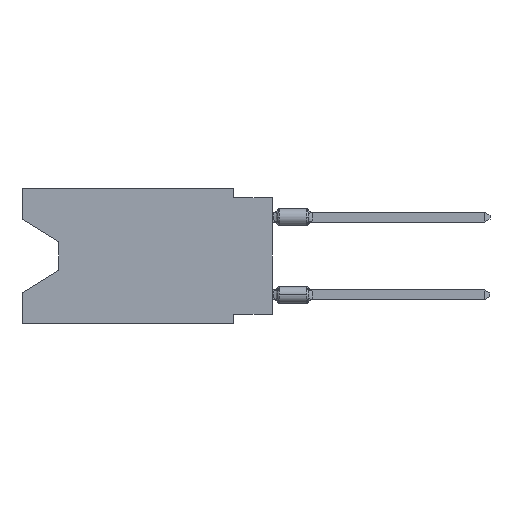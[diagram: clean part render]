
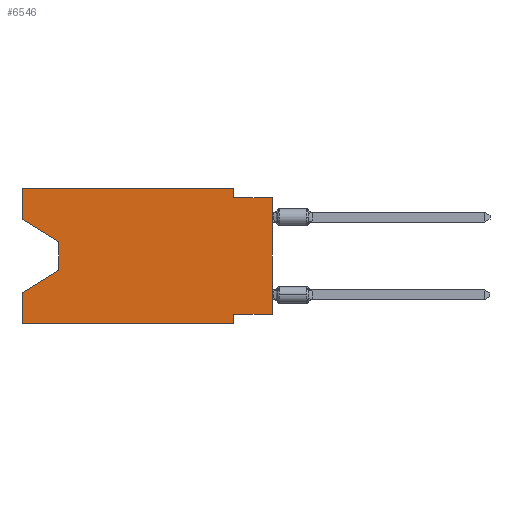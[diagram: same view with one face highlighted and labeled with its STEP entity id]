
A CAD part, left-side view. The second image highlights one B-rep face of the part: STEP entity #6546.
In plain terms, the highlighted planar face has unit normal (-1, 0, 0).
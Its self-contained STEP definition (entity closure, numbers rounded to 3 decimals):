
#281 = ORIENTED_EDGE ( 'NONE', *, *, #18883, .T. ) ;
#317 = ORIENTED_EDGE ( 'NONE', *, *, #13755, .T. ) ;
#537 = CARTESIAN_POINT ( 'NONE',  ( 0., 2.54, -8.255 ) ) ;
#765 = DIRECTION ( 'NONE',  ( 0., 0., 1. ) ) ;
#914 = VECTOR ( 'NONE', #20843, 1000. ) ;
#1372 = ORIENTED_EDGE ( 'NONE', *, *, #12331, .F. ) ;
#1687 = LINE ( 'NONE', #8343, #3116 ) ;
#1693 = LINE ( 'NONE', #18586, #19111 ) ;
#1745 = CARTESIAN_POINT ( 'NONE',  ( 0., 0., -8.255 ) ) ;
#1945 = DIRECTION ( 'NONE',  ( 1., 0., 0. ) ) ;
#1949 = EDGE_CURVE ( 'NONE', #4635, #11074, #20493, .T. ) ;
#2051 = DIRECTION ( 'NONE',  ( 0., 0., -1. ) ) ;
#2179 = LINE ( 'NONE', #20058, #18757 ) ;
#2333 = VERTEX_POINT ( 'NONE', #9044 ) ;
#2435 = CARTESIAN_POINT ( 'NONE',  ( 0., 0., 0. ) ) ;
#2721 = EDGE_LOOP ( 'NONE', ( #15488, #281, #4994, #18524, #3170, #8751, #12497, #317, #1372, #3011, #18122, #19707 ) ) ;
#3011 = ORIENTED_EDGE ( 'NONE', *, *, #9890, .F. ) ;
#3116 = VECTOR ( 'NONE', #17817, 1000. ) ;
#3170 = ORIENTED_EDGE ( 'NONE', *, *, #12342, .T. ) ;
#3993 = LINE ( 'NONE', #10659, #16942 ) ;
#4133 = AXIS2_PLACEMENT_3D ( 'NONE', #15259, #1945, #2051 ) ;
#4408 = EDGE_CURVE ( 'NONE', #2333, #14739, #5384, .T. ) ;
#4554 = CARTESIAN_POINT ( 'NONE',  ( 0., 16.383, -2.038 ) ) ;
#4635 = VERTEX_POINT ( 'NONE', #11360 ) ;
#4853 = DIRECTION ( 'NONE',  ( 0., 0.855, -0.519 ) ) ;
#4994 = ORIENTED_EDGE ( 'NONE', *, *, #6833, .T. ) ;
#5377 = VERTEX_POINT ( 'NONE', #14158 ) ;
#5384 = LINE ( 'NONE', #5602, #13768 ) ;
#5403 = DIRECTION ( 'NONE',  ( 0., -0.855, -0.519 ) ) ;
#5602 = CARTESIAN_POINT ( 'NONE',  ( 0., 16.383, 0. ) ) ;
#6302 = CARTESIAN_POINT ( 'NONE',  ( 0., 0., -8.255 ) ) ;
#6546 = ADVANCED_FACE ( 'NONE', ( #12199 ), #10237, .F. ) ;
#6833 = EDGE_CURVE ( 'NONE', #17861, #11074, #21417, .T. ) ;
#6965 = EDGE_CURVE ( 'NONE', #18274, #5377, #13706, .T. ) ;
#7716 = VERTEX_POINT ( 'NONE', #8406 ) ;
#8037 = CARTESIAN_POINT ( 'NONE',  ( 0., 2.54, 0. ) ) ;
#8314 = VECTOR ( 'NONE', #20266, 1000. ) ;
#8343 = CARTESIAN_POINT ( 'NONE',  ( 0., 2.54, -8.89 ) ) ;
#8399 = CARTESIAN_POINT ( 'NONE',  ( 0., 16.383, -6.852 ) ) ;
#8406 = CARTESIAN_POINT ( 'NONE',  ( 0., 2.54, -0.635 ) ) ;
#8626 = DIRECTION ( 'NONE',  ( 0., -1., 0. ) ) ;
#8751 = ORIENTED_EDGE ( 'NONE', *, *, #8953, .F. ) ;
#8953 = EDGE_CURVE ( 'NONE', #15794, #11616, #1687, .T. ) ;
#8990 = DIRECTION ( 'NONE',  ( 0., -1., 0. ) ) ;
#9044 = CARTESIAN_POINT ( 'NONE',  ( 0., 16.383, 0. ) ) ;
#9412 = CARTESIAN_POINT ( 'NONE',  ( 0., 0., -0.635 ) ) ;
#9890 = EDGE_CURVE ( 'NONE', #14739, #7716, #3993, .T. ) ;
#10237 = PLANE ( 'NONE',  #4133 ) ;
#10659 = CARTESIAN_POINT ( 'NONE',  ( 0., 2.54, 0. ) ) ;
#10874 = CARTESIAN_POINT ( 'NONE',  ( 0., 2.54, -8.89 ) ) ;
#11074 = VERTEX_POINT ( 'NONE', #8399 ) ;
#11188 = VERTEX_POINT ( 'NONE', #1745 ) ;
#11360 = CARTESIAN_POINT ( 'NONE',  ( 0., 16.383, -8.89 ) ) ;
#11451 = VECTOR ( 'NONE', #14920, 1000. ) ;
#11465 = VECTOR ( 'NONE', #5403, 1000. ) ;
#11616 = VERTEX_POINT ( 'NONE', #10874 ) ;
#12199 = FACE_OUTER_BOUND ( 'NONE', #2721, .T. ) ;
#12327 = CARTESIAN_POINT ( 'NONE',  ( 0., 16.383, 0. ) ) ;
#12331 = EDGE_CURVE ( 'NONE', #7716, #13842, #2179, .T. ) ;
#12342 = EDGE_CURVE ( 'NONE', #4635, #11616, #18531, .T. ) ;
#12497 = ORIENTED_EDGE ( 'NONE', *, *, #17014, .F. ) ;
#12569 = LINE ( 'NONE', #2435, #914 ) ;
#13147 = CARTESIAN_POINT ( 'NONE',  ( 0., 13.97, -5.385 ) ) ;
#13365 = DIRECTION ( 'NONE',  ( 0., 0., -1. ) ) ;
#13646 = CARTESIAN_POINT ( 'NONE',  ( 0., 16.383, -8.89 ) ) ;
#13706 = LINE ( 'NONE', #20327, #11465 ) ;
#13755 = EDGE_CURVE ( 'NONE', #11188, #13842, #12569, .T. ) ;
#13768 = VECTOR ( 'NONE', #8990, 1000. ) ;
#13842 = VERTEX_POINT ( 'NONE', #9412 ) ;
#14158 = CARTESIAN_POINT ( 'NONE',  ( 0., 13.97, -3.505 ) ) ;
#14502 = DIRECTION ( 'NONE',  ( 0., 0., 1. ) ) ;
#14739 = VERTEX_POINT ( 'NONE', #8037 ) ;
#14920 = DIRECTION ( 'NONE',  ( 0., 1., 0. ) ) ;
#14966 = VECTOR ( 'NONE', #4853, 1000. ) ;
#15259 = CARTESIAN_POINT ( 'NONE',  ( 0., 16.383, 0. ) ) ;
#15488 = ORIENTED_EDGE ( 'NONE', *, *, #6965, .T. ) ;
#15794 = VERTEX_POINT ( 'NONE', #537 ) ;
#15812 = CARTESIAN_POINT ( 'NONE',  ( 0., 16.383, 0. ) ) ;
#16942 = VECTOR ( 'NONE', #18610, 1000. ) ;
#17014 = EDGE_CURVE ( 'NONE', #11188, #15794, #18953, .T. ) ;
#17817 = DIRECTION ( 'NONE',  ( 0., 0., -1. ) ) ;
#17861 = VERTEX_POINT ( 'NONE', #21139 ) ;
#18122 = ORIENTED_EDGE ( 'NONE', *, *, #4408, .F. ) ;
#18274 = VERTEX_POINT ( 'NONE', #4554 ) ;
#18524 = ORIENTED_EDGE ( 'NONE', *, *, #1949, .F. ) ;
#18531 = LINE ( 'NONE', #13646, #8314 ) ;
#18586 = CARTESIAN_POINT ( 'NONE',  ( 0., 13.97, -3.505 ) ) ;
#18610 = DIRECTION ( 'NONE',  ( 0., 0., -1. ) ) ;
#18757 = VECTOR ( 'NONE', #8626, 1000. ) ;
#18883 = EDGE_CURVE ( 'NONE', #5377, #17861, #1693, .T. ) ;
#18897 = VECTOR ( 'NONE', #765, 1000. ) ;
#18953 = LINE ( 'NONE', #6302, #11451 ) ;
#19111 = VECTOR ( 'NONE', #13365, 1000. ) ;
#19384 = EDGE_CURVE ( 'NONE', #18274, #2333, #20910, .T. ) ;
#19707 = ORIENTED_EDGE ( 'NONE', *, *, #19384, .F. ) ;
#20058 = CARTESIAN_POINT ( 'NONE',  ( 0., 0., -0.635 ) ) ;
#20266 = DIRECTION ( 'NONE',  ( 0., -1., 0. ) ) ;
#20276 = VECTOR ( 'NONE', #14502, 1000. ) ;
#20327 = CARTESIAN_POINT ( 'NONE',  ( 0., 16.383, -2.038 ) ) ;
#20493 = LINE ( 'NONE', #12327, #18897 ) ;
#20843 = DIRECTION ( 'NONE',  ( 0., 0., 1. ) ) ;
#20910 = LINE ( 'NONE', #15812, #20276 ) ;
#21139 = CARTESIAN_POINT ( 'NONE',  ( 0., 13.97, -5.385 ) ) ;
#21417 = LINE ( 'NONE', #13147, #14966 ) ;
